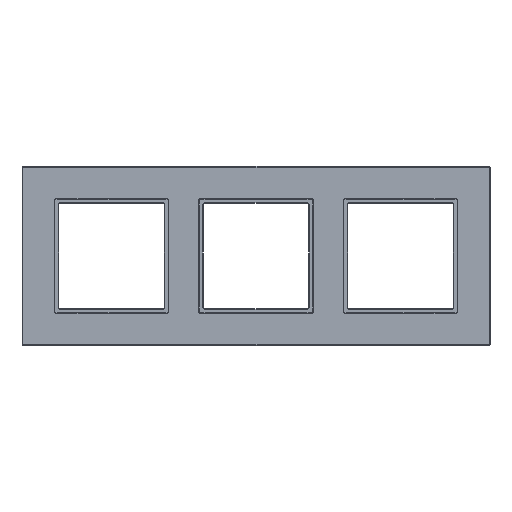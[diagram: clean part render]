
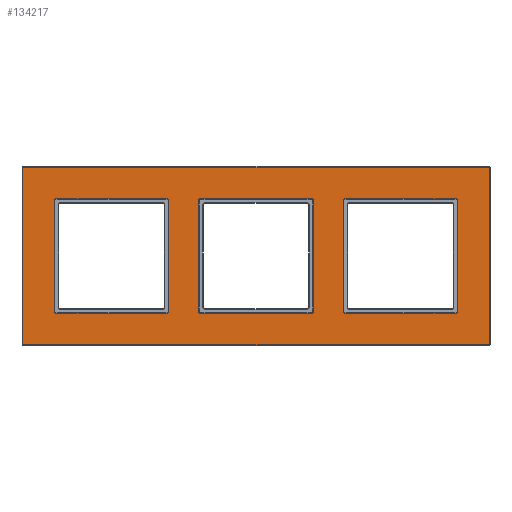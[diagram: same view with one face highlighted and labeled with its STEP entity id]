
A CAD part, top view. The second image highlights one B-rep face of the part: STEP entity #134217.
In plain terms, the highlighted face is planar.
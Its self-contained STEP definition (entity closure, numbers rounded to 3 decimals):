
#133106=DIRECTION('',(1.,0.,0.));
#133107=VECTOR('',#133106,54.6);
#133108=CARTESIAN_POINT('',(114.7,10.,-28.1));
#133109=LINE('6824',#133108,#133107);
#133113=CARTESIAN_POINT('',(114.7,10.,-27.3));
#133114=DIRECTION('',(0.,1.,0.));
#133115=DIRECTION('',(0.,0.,-1.));
#133116=AXIS2_PLACEMENT_3D('',#133113,#133114,#133115);
#133121=DIRECTION('',(0.,0.,-1.));
#133122=VECTOR('',#133121,54.6);
#133123=CARTESIAN_POINT('',(113.9,10.,27.3));
#133124=LINE('6827',#133123,#133122);
#133128=CARTESIAN_POINT('',(114.7,10.,27.3));
#133129=DIRECTION('',(0.,1.,0.));
#133130=DIRECTION('',(-1.,0.,0.));
#133131=AXIS2_PLACEMENT_3D('',#133128,#133129,#133130);
#133136=DIRECTION('',(-1.,0.,0.));
#133137=VECTOR('',#133136,54.6);
#133138=CARTESIAN_POINT('',(169.3,10.,28.1));
#133139=LINE('6826',#133138,#133137);
#133143=CARTESIAN_POINT('',(169.3,10.,27.3));
#133144=DIRECTION('',(0.,1.,0.));
#133145=DIRECTION('',(0.,0.,1.));
#133146=AXIS2_PLACEMENT_3D('',#133143,#133144,#133145);
#133151=DIRECTION('',(0.,0.,1.));
#133152=VECTOR('',#133151,54.6);
#133153=CARTESIAN_POINT('',(170.1,10.,-27.3));
#133154=LINE('6825',#133153,#133152);
#133158=CARTESIAN_POINT('',(169.3,10.,-27.3));
#133159=DIRECTION('',(0.,1.,0.));
#133160=DIRECTION('',(1.,0.,0.));
#133161=AXIS2_PLACEMENT_3D('',#133158,#133159,#133160);
#133166=DIRECTION('',(0.,0.,-1.));
#133167=VECTOR('',#133166,54.6);
#133168=CARTESIAN_POINT('',(28.1,10.,27.3));
#133169=LINE('6828',#133168,#133167);
#133173=CARTESIAN_POINT('',(27.3,10.,-27.3));
#133174=DIRECTION('',(0.,-1.,0.));
#133175=DIRECTION('',(0.,0.,-1.));
#133176=AXIS2_PLACEMENT_3D('',#133173,#133174,#133175);
#133181=DIRECTION('',(-1.,0.,0.));
#133182=VECTOR('',#133181,54.6);
#133183=CARTESIAN_POINT('',(27.3,10.,-28.1));
#133184=LINE('6829',#133183,#133182);
#133188=CARTESIAN_POINT('',(-27.3,10.,-27.3));
#133189=DIRECTION('',(0.,-1.,0.));
#133190=DIRECTION('',(-1.,0.,0.));
#133191=AXIS2_PLACEMENT_3D('',#133188,#133189,#133190);
#133196=DIRECTION('',(0.,0.,1.));
#133197=VECTOR('',#133196,54.6);
#133198=CARTESIAN_POINT('',(-28.1,10.,-27.3));
#133199=LINE('6830',#133198,#133197);
#133203=CARTESIAN_POINT('',(-27.3,10.,27.3));
#133204=DIRECTION('',(0.,-1.,0.));
#133205=DIRECTION('',(0.,0.,1.));
#133206=AXIS2_PLACEMENT_3D('',#133203,#133204,#133205);
#133211=DIRECTION('',(1.,0.,0.));
#133212=VECTOR('',#133211,54.6);
#133213=CARTESIAN_POINT('',(-27.3,10.,28.1));
#133214=LINE('6831',#133213,#133212);
#133218=CARTESIAN_POINT('',(27.3,10.,27.3));
#133219=DIRECTION('',(0.,-1.,0.));
#133220=DIRECTION('',(1.,0.,0.));
#133221=AXIS2_PLACEMENT_3D('',#133218,#133219,#133220);
#133226=DIRECTION('',(0.,0.,-1.));
#133227=VECTOR('',#133226,54.6);
#133228=CARTESIAN_POINT('',(42.9,10.,27.3));
#133229=LINE('6832',#133228,#133227);
#133233=CARTESIAN_POINT('',(43.7,10.,27.3));
#133234=DIRECTION('',(0.,1.,0.));
#133235=DIRECTION('',(-1.,0.,0.));
#133236=AXIS2_PLACEMENT_3D('',#133233,#133234,#133235);
#133241=DIRECTION('',(-1.,0.,0.));
#133242=VECTOR('',#133241,54.6);
#133243=CARTESIAN_POINT('',(98.3,10.,28.1));
#133244=LINE('6835',#133243,#133242);
#133248=CARTESIAN_POINT('',(98.3,10.,27.3));
#133249=DIRECTION('',(0.,1.,0.));
#133250=DIRECTION('',(0.,0.,1.));
#133251=AXIS2_PLACEMENT_3D('',#133248,#133249,#133250);
#133256=DIRECTION('',(0.,0.,1.));
#133257=VECTOR('',#133256,54.6);
#133258=CARTESIAN_POINT('',(99.1,10.,-27.3));
#133259=LINE('6834',#133258,#133257);
#133263=CARTESIAN_POINT('',(98.3,10.,-27.3));
#133264=DIRECTION('',(0.,1.,0.));
#133265=DIRECTION('',(1.,0.,0.));
#133266=AXIS2_PLACEMENT_3D('',#133263,#133264,#133265);
#133271=DIRECTION('',(1.,0.,0.));
#133272=VECTOR('',#133271,54.6);
#133273=CARTESIAN_POINT('',(43.7,10.,-28.1));
#133274=LINE('6833',#133273,#133272);
#133278=CARTESIAN_POINT('',(43.7,10.,-27.3));
#133279=DIRECTION('',(0.,1.,0.));
#133280=DIRECTION('',(0.,0.,-1.));
#133281=AXIS2_PLACEMENT_3D('',#133278,#133279,#133280);
#133286=DIRECTION('',(1.,0.,0.));
#133287=VECTOR('',#133286,229.4);
#133288=CARTESIAN_POINT('',(-43.7,10.,43.7));
#133289=LINE('7258',#133288,#133287);
#133293=DIRECTION('',(0.,0.,1.));
#133294=VECTOR('',#133293,87.4);
#133295=CARTESIAN_POINT('',(-43.7,10.,-43.7));
#133296=LINE('7261',#133295,#133294);
#133300=DIRECTION('',(-1.,0.,0.));
#133301=VECTOR('',#133300,229.4);
#133302=CARTESIAN_POINT('',(185.7,10.,-43.7));
#133303=LINE('7263',#133302,#133301);
#133307=DIRECTION('',(0.,0.,-1.));
#133308=VECTOR('',#133307,87.4);
#133309=CARTESIAN_POINT('',(185.7,10.,43.7));
#133310=LINE('7264',#133309,#133308);
#133754=CARTESIAN_POINT('',(114.7,10.,-28.1));
#133755=CARTESIAN_POINT('',(169.3,10.,-28.1));
#133756=VERTEX_POINT('',#133754);
#133757=VERTEX_POINT('',#133755);
#133758=CARTESIAN_POINT('',(170.1,10.,-27.3));
#133759=CARTESIAN_POINT('',(170.1,10.,27.3));
#133760=VERTEX_POINT('',#133758);
#133761=VERTEX_POINT('',#133759);
#133762=CARTESIAN_POINT('',(169.3,10.,28.1));
#133763=CARTESIAN_POINT('',(114.7,10.,28.1));
#133764=VERTEX_POINT('',#133762);
#133765=VERTEX_POINT('',#133763);
#133766=CARTESIAN_POINT('',(113.9,10.,27.3));
#133767=CARTESIAN_POINT('',(113.9,10.,-27.3));
#133768=VERTEX_POINT('',#133766);
#133769=VERTEX_POINT('',#133767);
#133770=CARTESIAN_POINT('',(28.1,10.,27.3));
#133771=CARTESIAN_POINT('',(28.1,10.,-27.3));
#133772=VERTEX_POINT('',#133770);
#133773=VERTEX_POINT('',#133771);
#133774=CARTESIAN_POINT('',(27.3,10.,-28.1));
#133775=CARTESIAN_POINT('',(-27.3,10.,-28.1));
#133776=VERTEX_POINT('',#133774);
#133777=VERTEX_POINT('',#133775);
#133778=CARTESIAN_POINT('',(-28.1,10.,-27.3));
#133779=CARTESIAN_POINT('',(-28.1,10.,27.3));
#133780=VERTEX_POINT('',#133778);
#133781=VERTEX_POINT('',#133779);
#133782=CARTESIAN_POINT('',(-27.3,10.,28.1));
#133783=CARTESIAN_POINT('',(27.3,10.,28.1));
#133784=VERTEX_POINT('',#133782);
#133785=VERTEX_POINT('',#133783);
#133786=CARTESIAN_POINT('',(42.9,10.,27.3));
#133787=CARTESIAN_POINT('',(42.9,10.,-27.3));
#133788=VERTEX_POINT('',#133786);
#133789=VERTEX_POINT('',#133787);
#133790=CARTESIAN_POINT('',(43.7,10.,-28.1));
#133791=CARTESIAN_POINT('',(98.3,10.,-28.1));
#133792=VERTEX_POINT('',#133790);
#133793=VERTEX_POINT('',#133791);
#133794=CARTESIAN_POINT('',(99.1,10.,-27.3));
#133795=CARTESIAN_POINT('',(99.1,10.,27.3));
#133796=VERTEX_POINT('',#133794);
#133797=VERTEX_POINT('',#133795);
#133798=CARTESIAN_POINT('',(98.3,10.,28.1));
#133799=CARTESIAN_POINT('',(43.7,10.,28.1));
#133800=VERTEX_POINT('',#133798);
#133801=VERTEX_POINT('',#133799);
#133826=CARTESIAN_POINT('',(-43.7,10.,43.7));
#133827=CARTESIAN_POINT('',(185.7,10.,43.7));
#133828=VERTEX_POINT('',#133826);
#133829=VERTEX_POINT('',#133827);
#133832=CARTESIAN_POINT('',(-43.7,10.,-43.7));
#133833=VERTEX_POINT('',#133832);
#133834=CARTESIAN_POINT('',(185.7,10.,-43.7));
#133835=VERTEX_POINT('',#133834);
#134156=CARTESIAN_POINT('',(0.,10.,0.));
#134157=DIRECTION('',(0.,1.,0.));
#134158=DIRECTION('',(0.,0.,1.));
#134159=AXIS2_PLACEMENT_3D('',#134156,#134157,#134158);
#134160=PLANE('2344',#134159);
#134162=ORIENTED_EDGE('7258',*,*,#134161,.F.);
#134164=ORIENTED_EDGE('7261',*,*,#134163,.F.);
#134166=ORIENTED_EDGE('7263',*,*,#134165,.F.);
#134168=ORIENTED_EDGE('7264',*,*,#134167,.F.);
#134169=EDGE_LOOP('2344',(#134162,#134164,#134166,#134168));
#134170=FACE_OUTER_BOUND('2344',#134169,.F.);
#134172=ORIENTED_EDGE('6828',*,*,#134171,.T.);
#134174=ORIENTED_EDGE('6838',*,*,#134173,.F.);
#134176=ORIENTED_EDGE('6829',*,*,#134175,.T.);
#134178=ORIENTED_EDGE('6837',*,*,#134177,.F.);
#134180=ORIENTED_EDGE('6830',*,*,#134179,.T.);
#134182=ORIENTED_EDGE('6836',*,*,#134181,.F.);
#134184=ORIENTED_EDGE('6831',*,*,#134183,.T.);
#134186=ORIENTED_EDGE('6839',*,*,#134185,.F.);
#134187=EDGE_LOOP('2344',(#134172,#134174,#134176,#134178,#134180,#134182,
#134184,#134186));
#134188=FACE_BOUND('2344',#134187,.F.);
#134190=ORIENTED_EDGE('6832',*,*,#134189,.F.);
#134192=ORIENTED_EDGE('6843',*,*,#134191,.T.);
#134194=ORIENTED_EDGE('6835',*,*,#134193,.F.);
#134196=ORIENTED_EDGE('6840',*,*,#134195,.T.);
#134198=ORIENTED_EDGE('6834',*,*,#134197,.F.);
#134200=ORIENTED_EDGE('6841',*,*,#134199,.T.);
#134202=ORIENTED_EDGE('6833',*,*,#134201,.F.);
#134204=ORIENTED_EDGE('6842',*,*,#134203,.T.);
#134205=EDGE_LOOP('2344',(#134190,#134192,#134194,#134196,#134198,#134200,
#134202,#134204));
#134206=FACE_BOUND('2344',#134205,.F.);
#134207=ORIENTED_EDGE('6824',*,*,#133956,.F.);
#134208=ORIENTED_EDGE('6846',*,*,#133983,.T.);
#134209=ORIENTED_EDGE('6827',*,*,#134009,.F.);
#134210=ORIENTED_EDGE('6847',*,*,#134035,.T.);
#134211=ORIENTED_EDGE('6826',*,*,#134061,.F.);
#134212=ORIENTED_EDGE('6844',*,*,#134087,.T.);
#134213=ORIENTED_EDGE('6825',*,*,#134113,.F.);
#134214=ORIENTED_EDGE('6845',*,*,#134138,.T.);
#134215=EDGE_LOOP('2344',(#134207,#134208,#134209,#134210,#134211,#134212,
#134213,#134214));
#134216=FACE_BOUND('2344',#134215,.F.);
#134217=ADVANCED_FACE('2344',(#134170,#134188,#134206,#134216),#134160,.T.);
#133117=CIRCLE('6846',#133116,0.8);
#133132=CIRCLE('6847',#133131,0.8);
#133147=CIRCLE('6844',#133146,0.8);
#133162=CIRCLE('6845',#133161,0.8);
#133177=CIRCLE('6838',#133176,0.8);
#133192=CIRCLE('6837',#133191,0.8);
#133207=CIRCLE('6836',#133206,0.8);
#133222=CIRCLE('6839',#133221,0.8);
#133237=CIRCLE('6843',#133236,0.8);
#133252=CIRCLE('6840',#133251,0.8);
#133267=CIRCLE('6841',#133266,0.8);
#133282=CIRCLE('6842',#133281,0.8);
#133956=EDGE_CURVE('6824',#133756,#133757,#133109,.T.);
#133983=EDGE_CURVE('6846',#133756,#133769,#133117,.T.);
#134009=EDGE_CURVE('6827',#133768,#133769,#133124,.T.);
#134035=EDGE_CURVE('6847',#133768,#133765,#133132,.T.);
#134061=EDGE_CURVE('6826',#133764,#133765,#133139,.T.);
#134087=EDGE_CURVE('6844',#133764,#133761,#133147,.T.);
#134113=EDGE_CURVE('6825',#133760,#133761,#133154,.T.);
#134138=EDGE_CURVE('6845',#133760,#133757,#133162,.T.);
#134161=EDGE_CURVE('7258',#133828,#133829,#133289,.T.);
#134163=EDGE_CURVE('7261',#133833,#133828,#133296,.T.);
#134165=EDGE_CURVE('7263',#133835,#133833,#133303,.T.);
#134167=EDGE_CURVE('7264',#133829,#133835,#133310,.T.);
#134171=EDGE_CURVE('6828',#133772,#133773,#133169,.T.);
#134173=EDGE_CURVE('6838',#133776,#133773,#133177,.T.);
#134175=EDGE_CURVE('6829',#133776,#133777,#133184,.T.);
#134177=EDGE_CURVE('6837',#133780,#133777,#133192,.T.);
#134179=EDGE_CURVE('6830',#133780,#133781,#133199,.T.);
#134181=EDGE_CURVE('6836',#133784,#133781,#133207,.T.);
#134183=EDGE_CURVE('6831',#133784,#133785,#133214,.T.);
#134185=EDGE_CURVE('6839',#133772,#133785,#133222,.T.);
#134189=EDGE_CURVE('6832',#133788,#133789,#133229,.T.);
#134191=EDGE_CURVE('6843',#133788,#133801,#133237,.T.);
#134193=EDGE_CURVE('6835',#133800,#133801,#133244,.T.);
#134195=EDGE_CURVE('6840',#133800,#133797,#133252,.T.);
#134197=EDGE_CURVE('6834',#133796,#133797,#133259,.T.);
#134199=EDGE_CURVE('6841',#133796,#133793,#133267,.T.);
#134201=EDGE_CURVE('6833',#133792,#133793,#133274,.T.);
#134203=EDGE_CURVE('6842',#133792,#133789,#133282,.T.);
